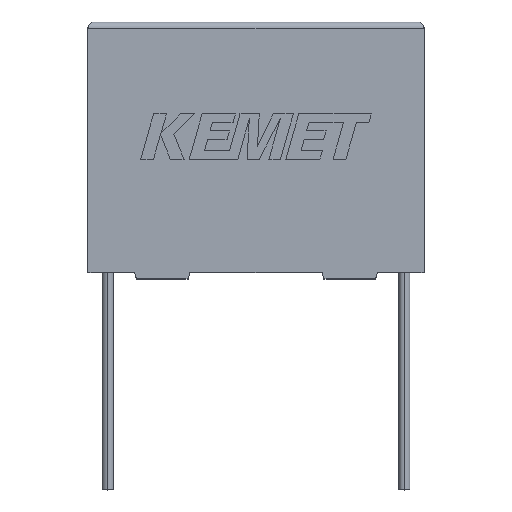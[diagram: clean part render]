
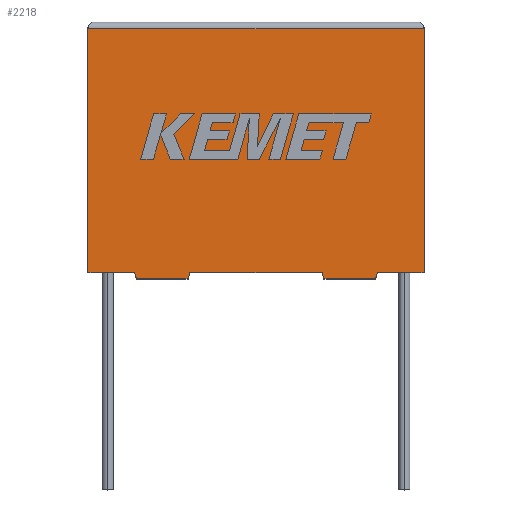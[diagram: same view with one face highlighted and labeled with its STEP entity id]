
A CAD part, top view. The second image highlights one B-rep face of the part: STEP entity #2218.
In plain terms, the highlighted planar face has unit normal (0, 0, 1).
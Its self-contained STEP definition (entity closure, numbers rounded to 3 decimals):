
#21 = PLANE ( 'NONE',  #1783 ) ;
#62 = VECTOR ( 'NONE', #859, 1000. ) ;
#98 = CARTESIAN_POINT ( 'NONE',  ( 3.54, 0., 10.5 ) ) ;
#114 = VERTEX_POINT ( 'NONE', #953 ) ;
#156 = FACE_OUTER_BOUND ( 'NONE', #450, .T. ) ;
#179 = CARTESIAN_POINT ( 'NONE',  ( 3.69, -0.5, 10.5 ) ) ;
#239 = LINE ( 'NONE', #805, #634 ) ;
#271 = DIRECTION ( 'NONE',  ( -1., 0., 0. ) ) ;
#287 = ORIENTED_EDGE ( 'NONE', *, *, #1496, .F. ) ;
#298 = VERTEX_POINT ( 'NONE', #2753 ) ;
#386 = VECTOR ( 'NONE', #3184, 1000. ) ;
#398 = EDGE_CURVE ( 'NONE', #1120, #1931, #1811, .T. ) ;
#433 = DIRECTION ( 'NONE',  ( 1., 0., 0. ) ) ;
#450 = EDGE_LOOP ( 'NONE', ( #601, #1937, #2810, #3067, #2420, #1266, #789, #2110, #1086, #287, #2085, #3103 ) ) ;
#480 = LINE ( 'NONE', #1804, #2386 ) ;
#482 = VERTEX_POINT ( 'NONE', #1344 ) ;
#494 = LINE ( 'NONE', #2869, #62 ) ;
#580 = EDGE_CURVE ( 'NONE', #1324, #1554, #1807, .T. ) ;
#601 = ORIENTED_EDGE ( 'NONE', *, *, #933, .T. ) ;
#620 = DIRECTION ( 'NONE',  ( -1., 0., 0. ) ) ;
#628 = LINE ( 'NONE', #911, #2657 ) ;
#634 = VECTOR ( 'NONE', #764, 1000. ) ;
#664 = EDGE_CURVE ( 'NONE', #2322, #114, #1770, .T. ) ;
#733 = EDGE_CURVE ( 'NONE', #114, #298, #3237, .T. ) ;
#734 = VECTOR ( 'NONE', #433, 1000. ) ;
#764 = DIRECTION ( 'NONE',  ( -1., 0., 0. ) ) ;
#789 = ORIENTED_EDGE ( 'NONE', *, *, #733, .T. ) ;
#805 = CARTESIAN_POINT ( 'NONE',  ( 0., 18.5, 10.5 ) ) ;
#845 = DIRECTION ( 'NONE',  ( -0.287, 0.958, 0. ) ) ;
#859 = DIRECTION ( 'NONE',  ( 0., 1., 0. ) ) ;
#911 = CARTESIAN_POINT ( 'NONE',  ( 3.54, 0., 10.5 ) ) ;
#933 = EDGE_CURVE ( 'NONE', #2309, #1395, #494, .T. ) ;
#953 = CARTESIAN_POINT ( 'NONE',  ( 7.591, -0.5, 10.5 ) ) ;
#962 = CARTESIAN_POINT ( 'NONE',  ( 0., 0., 10.5 ) ) ;
#1086 = ORIENTED_EDGE ( 'NONE', *, *, #2319, .F. ) ;
#1120 = VERTEX_POINT ( 'NONE', #2662 ) ;
#1190 = DIRECTION ( 'NONE',  ( 1., 0., 0. ) ) ;
#1266 = ORIENTED_EDGE ( 'NONE', *, *, #664, .T. ) ;
#1271 = VECTOR ( 'NONE', #2715, 1000. ) ;
#1324 = VERTEX_POINT ( 'NONE', #2076 ) ;
#1339 = VECTOR ( 'NONE', #1796, 1000. ) ;
#1344 = CARTESIAN_POINT ( 'NONE',  ( 17.759, 0., 10.5 ) ) ;
#1347 = LINE ( 'NONE', #962, #1271 ) ;
#1373 = CARTESIAN_POINT ( 'NONE',  ( 21.96, 0., 10.5 ) ) ;
#1395 = VERTEX_POINT ( 'NONE', #2562 ) ;
#1490 = LINE ( 'NONE', #2091, #2914 ) ;
#1496 = EDGE_CURVE ( 'NONE', #1554, #1637, #1490, .T. ) ;
#1554 = VERTEX_POINT ( 'NONE', #2406 ) ;
#1588 = CARTESIAN_POINT ( 'NONE',  ( 0., 18.5, 10.5 ) ) ;
#1637 = VERTEX_POINT ( 'NONE', #3153 ) ;
#1751 = CARTESIAN_POINT ( 'NONE',  ( 0., 0., 10.5 ) ) ;
#1770 = LINE ( 'NONE', #179, #734 ) ;
#1782 = EDGE_CURVE ( 'NONE', #1395, #3127, #239, .T. ) ;
#1783 = AXIS2_PLACEMENT_3D ( 'NONE', #1751, #3032, #271 ) ;
#1796 = DIRECTION ( 'NONE',  ( 1., 0., 0. ) ) ;
#1804 = CARTESIAN_POINT ( 'NONE',  ( 0., 0., 10.5 ) ) ;
#1807 = LINE ( 'NONE', #1373, #386 ) ;
#1811 = LINE ( 'NONE', #2067, #1339 ) ;
#1824 = VECTOR ( 'NONE', #1190, 1000. ) ;
#1931 = VERTEX_POINT ( 'NONE', #98 ) ;
#1937 = ORIENTED_EDGE ( 'NONE', *, *, #1782, .T. ) ;
#1943 = CARTESIAN_POINT ( 'NONE',  ( 0., 0., 10.5 ) ) ;
#1951 = EDGE_CURVE ( 'NONE', #3127, #1120, #480, .T. ) ;
#2067 = CARTESIAN_POINT ( 'NONE',  ( 0., 0., 10.5 ) ) ;
#2076 = CARTESIAN_POINT ( 'NONE',  ( 21.96, 0., 10.5 ) ) ;
#2080 = CARTESIAN_POINT ( 'NONE',  ( 3.69, -0.5, 10.5 ) ) ;
#2085 = ORIENTED_EDGE ( 'NONE', *, *, #580, .F. ) ;
#2091 = CARTESIAN_POINT ( 'NONE',  ( 21.81, -0.5, 10.5 ) ) ;
#2110 = ORIENTED_EDGE ( 'NONE', *, *, #2610, .T. ) ;
#2199 = DIRECTION ( 'NONE',  ( 0.287, 0.958, 0. ) ) ;
#2218 = ADVANCED_FACE ( 'NONE', ( #156 ), #21, .F. ) ;
#2309 = VERTEX_POINT ( 'NONE', #2799 ) ;
#2319 = EDGE_CURVE ( 'NONE', #1637, #482, #2899, .T. ) ;
#2322 = VERTEX_POINT ( 'NONE', #2080 ) ;
#2386 = VECTOR ( 'NONE', #3094, 1000. ) ;
#2406 = CARTESIAN_POINT ( 'NONE',  ( 21.81, -0.5, 10.5 ) ) ;
#2420 = ORIENTED_EDGE ( 'NONE', *, *, #2461, .T. ) ;
#2423 = DIRECTION ( 'NONE',  ( 0.287, -0.958, 0. ) ) ;
#2461 = EDGE_CURVE ( 'NONE', #1931, #2322, #628, .T. ) ;
#2501 = LINE ( 'NONE', #1943, #1824 ) ;
#2562 = CARTESIAN_POINT ( 'NONE',  ( 25.5, 18.5, 10.5 ) ) ;
#2568 = VECTOR ( 'NONE', #2199, 1000. ) ;
#2586 = CARTESIAN_POINT ( 'NONE',  ( 17.909, -0.5, 10.5 ) ) ;
#2610 = EDGE_CURVE ( 'NONE', #298, #482, #2501, .T. ) ;
#2657 = VECTOR ( 'NONE', #2423, 1000. ) ;
#2662 = CARTESIAN_POINT ( 'NONE',  ( 0., 0., 10.5 ) ) ;
#2715 = DIRECTION ( 'NONE',  ( 1., 0., 0. ) ) ;
#2732 = CARTESIAN_POINT ( 'NONE',  ( 7.591, -0.5, 10.5 ) ) ;
#2753 = CARTESIAN_POINT ( 'NONE',  ( 7.741, 0., 10.5 ) ) ;
#2799 = CARTESIAN_POINT ( 'NONE',  ( 25.5, 0., 10.5 ) ) ;
#2810 = ORIENTED_EDGE ( 'NONE', *, *, #1951, .T. ) ;
#2821 = VECTOR ( 'NONE', #845, 1000. ) ;
#2869 = CARTESIAN_POINT ( 'NONE',  ( 25.5, 0., 10.5 ) ) ;
#2899 = LINE ( 'NONE', #2586, #2821 ) ;
#2914 = VECTOR ( 'NONE', #620, 1000. ) ;
#2949 = EDGE_CURVE ( 'NONE', #1324, #2309, #1347, .T. ) ;
#3032 = DIRECTION ( 'NONE',  ( 0., 0., -1. ) ) ;
#3067 = ORIENTED_EDGE ( 'NONE', *, *, #398, .T. ) ;
#3094 = DIRECTION ( 'NONE',  ( 0., -1., 0. ) ) ;
#3103 = ORIENTED_EDGE ( 'NONE', *, *, #2949, .T. ) ;
#3127 = VERTEX_POINT ( 'NONE', #1588 ) ;
#3153 = CARTESIAN_POINT ( 'NONE',  ( 17.909, -0.5, 10.5 ) ) ;
#3184 = DIRECTION ( 'NONE',  ( -0.287, -0.958, 0. ) ) ;
#3237 = LINE ( 'NONE', #2732, #2568 ) ;
